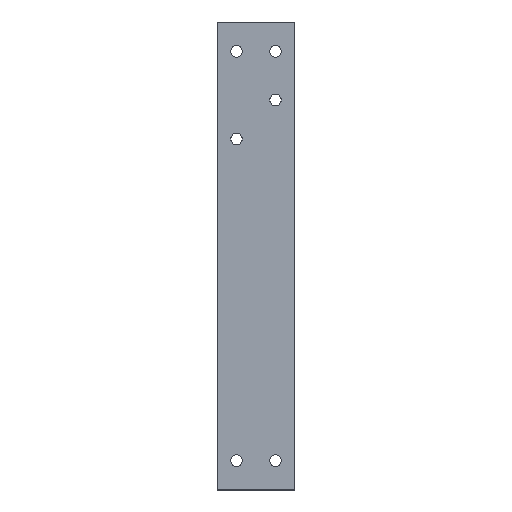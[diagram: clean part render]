
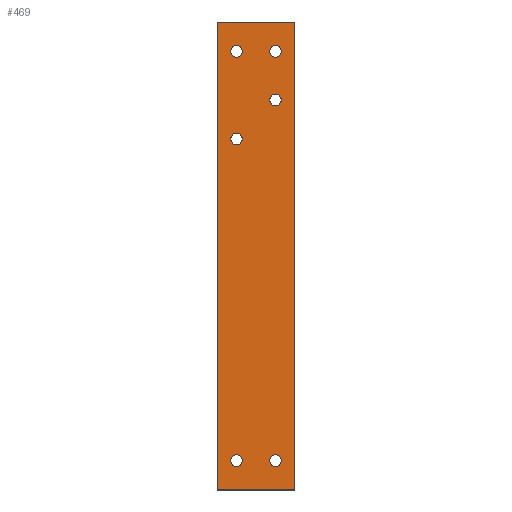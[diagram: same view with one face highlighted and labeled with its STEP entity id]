
A CAD part, top view. The second image highlights one B-rep face of the part: STEP entity #469.
In plain terms, the highlighted planar face has unit normal (0, 0, 1).
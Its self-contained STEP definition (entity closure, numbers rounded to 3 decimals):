
#6 = EDGE_CURVE ( 'NONE', #23, #634, #27, .T. ) ;
#8 = ORIENTED_EDGE ( 'NONE', *, *, #149, .T. ) ;
#9 = ORIENTED_EDGE ( 'NONE', *, *, #605, .F. ) ;
#11 = FACE_BOUND ( 'NONE', #360, .T. ) ;
#14 = DIRECTION ( 'NONE',  ( 0., 0., 1. ) ) ;
#15 = CIRCLE ( 'NONE', #239, 1.5 ) ;
#18 = CARTESIAN_POINT ( 'NONE',  ( -10., 60., 2. ) ) ;
#19 = AXIS2_PLACEMENT_3D ( 'NONE', #54, #150, #508 ) ;
#23 = VERTEX_POINT ( 'NONE', #614 ) ;
#27 = CIRCLE ( 'NONE', #467, 1.5 ) ;
#34 = EDGE_CURVE ( 'NONE', #176, #523, #93, .T. ) ;
#38 = CARTESIAN_POINT ( 'NONE',  ( 6.5, -52.5, 2. ) ) ;
#39 = DIRECTION ( 'NONE',  ( 0., 0., -1. ) ) ;
#40 = CARTESIAN_POINT ( 'NONE',  ( 5., -52.5, 2. ) ) ;
#42 = ORIENTED_EDGE ( 'NONE', *, *, #339, .T. ) ;
#43 = CARTESIAN_POINT ( 'NONE',  ( -5., 52.5, 2. ) ) ;
#46 = ORIENTED_EDGE ( 'NONE', *, *, #312, .T. ) ;
#52 = CIRCLE ( 'NONE', #107, 1.5 ) ;
#54 = CARTESIAN_POINT ( 'NONE',  ( -5., 52.5, 2. ) ) ;
#56 = VERTEX_POINT ( 'NONE', #257 ) ;
#58 = ORIENTED_EDGE ( 'NONE', *, *, #203, .F. ) ;
#61 = CIRCLE ( 'NONE', #300, 1.5 ) ;
#67 = FACE_BOUND ( 'NONE', #640, .T. ) ;
#70 = DIRECTION ( 'NONE',  ( 0., -1., 0. ) ) ;
#73 = CARTESIAN_POINT ( 'NONE',  ( -5., -52.5, 2. ) ) ;
#80 = CARTESIAN_POINT ( 'NONE',  ( -5., 30., 2. ) ) ;
#81 = CARTESIAN_POINT ( 'NONE',  ( -3.5, -52.5, 2. ) ) ;
#83 = CIRCLE ( 'NONE', #408, 1.5 ) ;
#85 = CARTESIAN_POINT ( 'NONE',  ( 5., 40., 2. ) ) ;
#86 = EDGE_CURVE ( 'NONE', #413, #186, #346, .T. ) ;
#89 = VERTEX_POINT ( 'NONE', #221 ) ;
#90 = AXIS2_PLACEMENT_3D ( 'NONE', #625, #436, #275 ) ;
#91 = CARTESIAN_POINT ( 'NONE',  ( 6.5, 40., 2. ) ) ;
#93 = CIRCLE ( 'NONE', #613, 1.5 ) ;
#107 = AXIS2_PLACEMENT_3D ( 'NONE', #40, #232, #587 ) ;
#111 = LINE ( 'NONE', #318, #474 ) ;
#112 = DIRECTION ( 'NONE',  ( 0., 0., -1. ) ) ;
#116 = DIRECTION ( 'NONE',  ( -1., 0., 0. ) ) ;
#122 = CARTESIAN_POINT ( 'NONE',  ( -6.5, 30., 2. ) ) ;
#124 = DIRECTION ( 'NONE',  ( 0., 0., -1. ) ) ;
#125 = VERTEX_POINT ( 'NONE', #273 ) ;
#128 = CARTESIAN_POINT ( 'NONE',  ( -10., -60., 2. ) ) ;
#138 = EDGE_LOOP ( 'NONE', ( #231, #8 ) ) ;
#144 = DIRECTION ( 'NONE',  ( 1., 0., 0. ) ) ;
#149 = EDGE_CURVE ( 'NONE', #602, #56, #15, .T. ) ;
#150 = DIRECTION ( 'NONE',  ( 0., 0., 1. ) ) ;
#156 = VERTEX_POINT ( 'NONE', #174 ) ;
#166 = DIRECTION ( 'NONE',  ( 1., 0., 0. ) ) ;
#174 = CARTESIAN_POINT ( 'NONE',  ( 10., -60., 2. ) ) ;
#175 = CARTESIAN_POINT ( 'NONE',  ( -10., 60., 2. ) ) ;
#176 = VERTEX_POINT ( 'NONE', #81 ) ;
#179 = CARTESIAN_POINT ( 'NONE',  ( 3.5, -52.5, 2. ) ) ;
#186 = VERTEX_POINT ( 'NONE', #128 ) ;
#188 = CARTESIAN_POINT ( 'NONE',  ( -10., -60., 2. ) ) ;
#191 = EDGE_LOOP ( 'NONE', ( #443, #198 ) ) ;
#195 = ORIENTED_EDGE ( 'NONE', *, *, #543, .T. ) ;
#198 = ORIENTED_EDGE ( 'NONE', *, *, #234, .F. ) ;
#200 = CIRCLE ( 'NONE', #415, 1.5 ) ;
#203 = EDGE_CURVE ( 'NONE', #634, #23, #61, .T. ) ;
#218 = ORIENTED_EDGE ( 'NONE', *, *, #392, .T. ) ;
#221 = CARTESIAN_POINT ( 'NONE',  ( 10., 60., 2. ) ) ;
#226 = FACE_OUTER_BOUND ( 'NONE', #247, .T. ) ;
#227 = DIRECTION ( 'NONE',  ( -1., 0., 0. ) ) ;
#230 = DIRECTION ( 'NONE',  ( 1., 0., 0. ) ) ;
#231 = ORIENTED_EDGE ( 'NONE', *, *, #355, .T. ) ;
#232 = DIRECTION ( 'NONE',  ( 0., 0., 1. ) ) ;
#234 = EDGE_CURVE ( 'NONE', #523, #176, #200, .T. ) ;
#235 = ORIENTED_EDGE ( 'NONE', *, *, #86, .T. ) ;
#239 = AXIS2_PLACEMENT_3D ( 'NONE', #85, #39, #490 ) ;
#247 = EDGE_LOOP ( 'NONE', ( #397, #42, #235, #195 ) ) ;
#252 = CARTESIAN_POINT ( 'NONE',  ( 5., -52.5, 2. ) ) ;
#254 = VERTEX_POINT ( 'NONE', #122 ) ;
#257 = CARTESIAN_POINT ( 'NONE',  ( 3.5, 40., 2. ) ) ;
#261 = EDGE_CURVE ( 'NONE', #430, #390, #423, .T. ) ;
#271 = FACE_BOUND ( 'NONE', #480, .T. ) ;
#273 = CARTESIAN_POINT ( 'NONE',  ( -3.5, 30., 2. ) ) ;
#275 = DIRECTION ( 'NONE',  ( 1., 0., 0. ) ) ;
#277 = ORIENTED_EDGE ( 'NONE', *, *, #261, .F. ) ;
#300 = AXIS2_PLACEMENT_3D ( 'NONE', #604, #306, #166 ) ;
#304 = AXIS2_PLACEMENT_3D ( 'NONE', #425, #112, #116 ) ;
#305 = ORIENTED_EDGE ( 'NONE', *, *, #502, .F. ) ;
#306 = DIRECTION ( 'NONE',  ( 0., 0., 1. ) ) ;
#307 = VERTEX_POINT ( 'NONE', #308 ) ;
#308 = CARTESIAN_POINT ( 'NONE',  ( -3.5, 52.5, 2. ) ) ;
#311 = DIRECTION ( 'NONE',  ( 0., 0., 1. ) ) ;
#312 = EDGE_CURVE ( 'NONE', #254, #125, #362, .T. ) ;
#318 = CARTESIAN_POINT ( 'NONE',  ( -10., 60., 2. ) ) ;
#336 = DIRECTION ( 'NONE',  ( 0., 1., 0. ) ) ;
#338 = CARTESIAN_POINT ( 'NONE',  ( -6.5, 52.5, 2. ) ) ;
#339 = EDGE_CURVE ( 'NONE', #89, #413, #111, .T. ) ;
#341 = CARTESIAN_POINT ( 'NONE',  ( 10., 60., 2. ) ) ;
#346 = LINE ( 'NONE', #18, #354 ) ;
#350 = CIRCLE ( 'NONE', #550, 1.5 ) ;
#354 = VECTOR ( 'NONE', #70, 1000. ) ;
#355 = EDGE_CURVE ( 'NONE', #56, #602, #537, .T. ) ;
#360 = EDGE_LOOP ( 'NONE', ( #46, #218 ) ) ;
#362 = CIRCLE ( 'NONE', #304, 1.5 ) ;
#365 = DIRECTION ( 'NONE',  ( 0., 0., 1. ) ) ;
#366 = FACE_BOUND ( 'NONE', #138, .T. ) ;
#378 = AXIS2_PLACEMENT_3D ( 'NONE', #252, #311, #481 ) ;
#380 = DIRECTION ( 'NONE',  ( 1., 0., 0. ) ) ;
#382 = CARTESIAN_POINT ( 'NONE',  ( 5., 40., 2. ) ) ;
#385 = LINE ( 'NONE', #188, #548 ) ;
#390 = VERTEX_POINT ( 'NONE', #179 ) ;
#392 = EDGE_CURVE ( 'NONE', #125, #254, #350, .T. ) ;
#397 = ORIENTED_EDGE ( 'NONE', *, *, #591, .T. ) ;
#408 = AXIS2_PLACEMENT_3D ( 'NONE', #43, #497, #144 ) ;
#413 = VERTEX_POINT ( 'NONE', #175 ) ;
#414 = CARTESIAN_POINT ( 'NONE',  ( 5., 52.5, 2. ) ) ;
#415 = AXIS2_PLACEMENT_3D ( 'NONE', #73, #14, #473 ) ;
#418 = VECTOR ( 'NONE', #336, 1000. ) ;
#423 = CIRCLE ( 'NONE', #378, 1.5 ) ;
#425 = CARTESIAN_POINT ( 'NONE',  ( -5., 30., 2. ) ) ;
#427 = LINE ( 'NONE', #341, #418 ) ;
#428 = DIRECTION ( 'NONE',  ( -1., 0., 0. ) ) ;
#430 = VERTEX_POINT ( 'NONE', #38 ) ;
#433 = ORIENTED_EDGE ( 'NONE', *, *, #583, .F. ) ;
#436 = DIRECTION ( 'NONE',  ( 0., 0., 1. ) ) ;
#437 = DIRECTION ( 'NONE',  ( 1., 0., 0. ) ) ;
#443 = ORIENTED_EDGE ( 'NONE', *, *, #34, .F. ) ;
#449 = CARTESIAN_POINT ( 'NONE',  ( 3.5, 52.5, 2. ) ) ;
#458 = EDGE_LOOP ( 'NONE', ( #277, #433 ) ) ;
#467 = AXIS2_PLACEMENT_3D ( 'NONE', #414, #365, #437 ) ;
#469 = ADVANCED_FACE ( 'NONE', ( #11, #366, #561, #491, #271, #67, #226 ), #575, .T. ) ;
#473 = DIRECTION ( 'NONE',  ( 1., 0., 0. ) ) ;
#474 = VECTOR ( 'NONE', #428, 1000. ) ;
#476 = DIRECTION ( 'NONE',  ( 0., 0., 1. ) ) ;
#480 = EDGE_LOOP ( 'NONE', ( #505, #58 ) ) ;
#481 = DIRECTION ( 'NONE',  ( 1., 0., 0. ) ) ;
#490 = DIRECTION ( 'NONE',  ( -1., 0., 0. ) ) ;
#491 = FACE_BOUND ( 'NONE', #191, .T. ) ;
#497 = DIRECTION ( 'NONE',  ( 0., 0., 1. ) ) ;
#502 = EDGE_CURVE ( 'NONE', #540, #307, #83, .T. ) ;
#505 = ORIENTED_EDGE ( 'NONE', *, *, #6, .F. ) ;
#508 = DIRECTION ( 'NONE',  ( 1., 0., 0. ) ) ;
#519 = CARTESIAN_POINT ( 'NONE',  ( -5., -52.5, 2. ) ) ;
#523 = VERTEX_POINT ( 'NONE', #577 ) ;
#532 = DIRECTION ( 'NONE',  ( -1., 0., 0. ) ) ;
#537 = CIRCLE ( 'NONE', #606, 1.5 ) ;
#540 = VERTEX_POINT ( 'NONE', #338 ) ;
#543 = EDGE_CURVE ( 'NONE', #186, #156, #385, .T. ) ;
#548 = VECTOR ( 'NONE', #230, 1000. ) ;
#550 = AXIS2_PLACEMENT_3D ( 'NONE', #80, #124, #227 ) ;
#561 = FACE_BOUND ( 'NONE', #458, .T. ) ;
#575 = PLANE ( 'NONE',  #90 ) ;
#577 = CARTESIAN_POINT ( 'NONE',  ( -6.5, -52.5, 2. ) ) ;
#583 = EDGE_CURVE ( 'NONE', #390, #430, #52, .T. ) ;
#587 = DIRECTION ( 'NONE',  ( 1., 0., 0. ) ) ;
#591 = EDGE_CURVE ( 'NONE', #156, #89, #427, .T. ) ;
#595 = CIRCLE ( 'NONE', #19, 1.5 ) ;
#602 = VERTEX_POINT ( 'NONE', #91 ) ;
#604 = CARTESIAN_POINT ( 'NONE',  ( 5., 52.5, 2. ) ) ;
#605 = EDGE_CURVE ( 'NONE', #307, #540, #595, .T. ) ;
#606 = AXIS2_PLACEMENT_3D ( 'NONE', #382, #623, #532 ) ;
#613 = AXIS2_PLACEMENT_3D ( 'NONE', #519, #476, #380 ) ;
#614 = CARTESIAN_POINT ( 'NONE',  ( 6.5, 52.5, 2. ) ) ;
#623 = DIRECTION ( 'NONE',  ( 0., 0., -1. ) ) ;
#625 = CARTESIAN_POINT ( 'NONE',  ( 10., -60., 2. ) ) ;
#634 = VERTEX_POINT ( 'NONE', #449 ) ;
#640 = EDGE_LOOP ( 'NONE', ( #9, #305 ) ) ;
